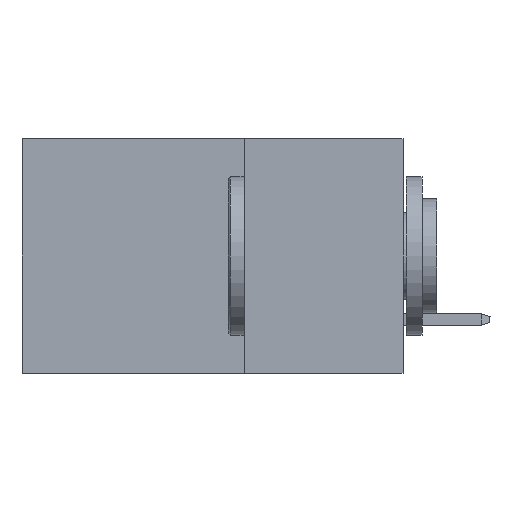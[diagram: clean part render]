
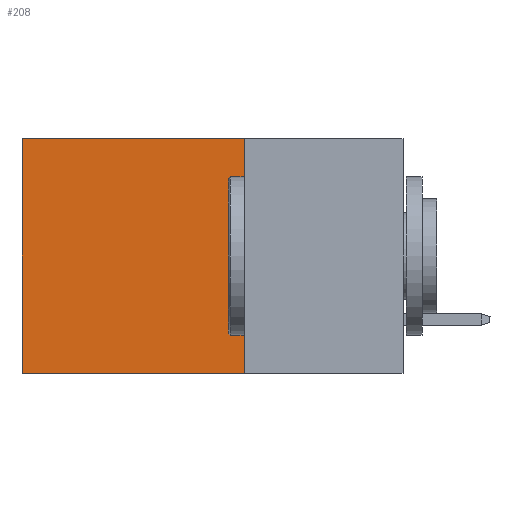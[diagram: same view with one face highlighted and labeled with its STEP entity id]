
A CAD part, left-side view. The second image highlights one B-rep face of the part: STEP entity #208.
In plain terms, the highlighted planar face has unit normal (-1, 0, 0).
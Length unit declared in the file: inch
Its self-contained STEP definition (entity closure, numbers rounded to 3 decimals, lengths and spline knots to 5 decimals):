
#208 = ADVANCED_FACE ( 'NONE', ( #17930 ), #5901, .F. ) ;
#391 = EDGE_CURVE ( 'NONE', #8226, #19106, #6358, .T. ) ;
#789 = DIRECTION ( 'NONE',  ( 0., 0., -1. ) ) ;
#1447 = CARTESIAN_POINT ( 'NONE',  ( 0.2875, 0.25, 0. ) ) ;
#2975 = ORIENTED_EDGE ( 'NONE', *, *, #20218, .T. ) ;
#4792 = CARTESIAN_POINT ( 'NONE',  ( 0.2875, 0.6, 0. ) ) ;
#5559 = DIRECTION ( 'NONE',  ( 0., 1., 0. ) ) ;
#5901 = PLANE ( 'NONE',  #10123 ) ;
#6354 = DIRECTION ( 'NONE',  ( 0., 0., -1. ) ) ;
#6358 = LINE ( 'NONE', #11892, #10809 ) ;
#6772 = VERTEX_POINT ( 'NONE', #11682 ) ;
#8226 = VERTEX_POINT ( 'NONE', #15358 ) ;
#8828 = VECTOR ( 'NONE', #5559, 39.37008 ) ;
#9412 = ORIENTED_EDGE ( 'NONE', *, *, #13179, .F. ) ;
#9739 = EDGE_LOOP ( 'NONE', ( #12902, #17082, #9412, #2975 ) ) ;
#10123 = AXIS2_PLACEMENT_3D ( 'NONE', #12822, #11008, #789 ) ;
#10483 = VECTOR ( 'NONE', #18967, 39.37008 ) ;
#10809 = VECTOR ( 'NONE', #11573, 39.37008 ) ;
#11008 = DIRECTION ( 'NONE',  ( 1., 0., 0. ) ) ;
#11573 = DIRECTION ( 'NONE',  ( 0., 1., 0. ) ) ;
#11682 = CARTESIAN_POINT ( 'NONE',  ( 0.2875, 0.6, 0. ) ) ;
#11892 = CARTESIAN_POINT ( 'NONE',  ( 0.2875, 0.25, -0.37 ) ) ;
#12822 = CARTESIAN_POINT ( 'NONE',  ( 0.2875, 0.25, 0. ) ) ;
#12902 = ORIENTED_EDGE ( 'NONE', *, *, #13998, .T. ) ;
#13179 = EDGE_CURVE ( 'NONE', #20929, #8226, #20634, .T. ) ;
#13469 = CARTESIAN_POINT ( 'NONE',  ( 0.2875, 0.25, 0. ) ) ;
#13937 = CARTESIAN_POINT ( 'NONE',  ( 0.2875, 0.6, -0.37 ) ) ;
#13998 = EDGE_CURVE ( 'NONE', #6772, #19106, #22041, .T. ) ;
#15358 = CARTESIAN_POINT ( 'NONE',  ( 0.2875, 0.25, -0.37 ) ) ;
#17082 = ORIENTED_EDGE ( 'NONE', *, *, #391, .F. ) ;
#17930 = FACE_OUTER_BOUND ( 'NONE', #9739, .T. ) ;
#17932 = CARTESIAN_POINT ( 'NONE',  ( 0.2875, 0.25, 0. ) ) ;
#18967 = DIRECTION ( 'NONE',  ( 0., 0., -1. ) ) ;
#19106 = VERTEX_POINT ( 'NONE', #13937 ) ;
#20218 = EDGE_CURVE ( 'NONE', #20929, #6772, #22377, .T. ) ;
#20634 = LINE ( 'NONE', #1447, #22441 ) ;
#20929 = VERTEX_POINT ( 'NONE', #13469 ) ;
#22041 = LINE ( 'NONE', #4792, #10483 ) ;
#22377 = LINE ( 'NONE', #17932, #8828 ) ;
#22441 = VECTOR ( 'NONE', #6354, 39.37008 ) ;
